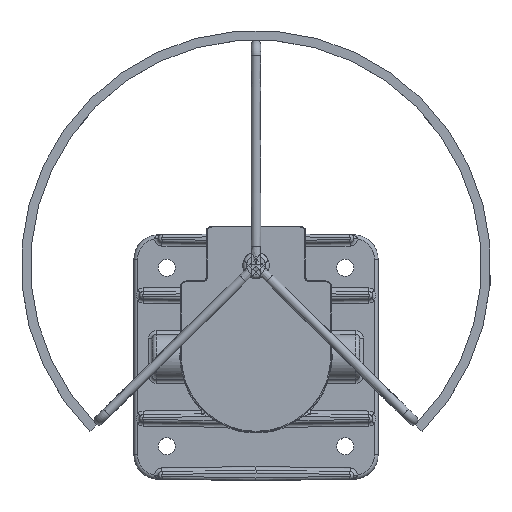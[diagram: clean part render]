
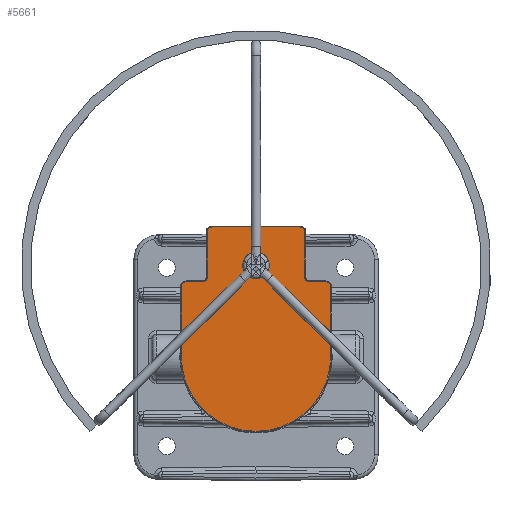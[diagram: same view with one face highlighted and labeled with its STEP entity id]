
A CAD part, top view. The second image highlights one B-rep face of the part: STEP entity #5661.
In plain terms, the highlighted planar face has unit normal (0, 0, 1).
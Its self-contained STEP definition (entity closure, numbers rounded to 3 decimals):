
#556=FACE_OUTER_BOUND('',#942,.T.);
#942=EDGE_LOOP('',(#3609,#3610,#3611,#3612,#3613,#3614,#3615,#3616,#3617,
#3618,#3619,#3620,#3621,#3622));
#1373=LINE('',#8746,#1625);
#1374=LINE('',#8750,#1626);
#1375=LINE('',#8754,#1627);
#1376=LINE('',#8758,#1628);
#1377=LINE('',#8762,#1629);
#1378=LINE('',#8766,#1630);
#1379=LINE('',#8769,#1631);
#1625=VECTOR('',#6915,10.);
#1626=VECTOR('',#6918,10.);
#1627=VECTOR('',#6921,10.);
#1628=VECTOR('',#6924,10.);
#1629=VECTOR('',#6927,10.);
#1630=VECTOR('',#6930,10.);
#1631=VECTOR('',#6933,10.);
#1877=CIRCLE('',#6120,2.5);
#1878=CIRCLE('',#6121,39.75);
#1879=CIRCLE('',#6122,2.5);
#1880=CIRCLE('',#6123,2.5);
#1881=CIRCLE('',#6124,2.5);
#1882=CIRCLE('',#6125,2.5);
#1883=CIRCLE('',#6126,2.5);
#2304=VERTEX_POINT('',#8742);
#2305=VERTEX_POINT('',#8743);
#2306=VERTEX_POINT('',#8745);
#2307=VERTEX_POINT('',#8747);
#2308=VERTEX_POINT('',#8749);
#2309=VERTEX_POINT('',#8751);
#2310=VERTEX_POINT('',#8753);
#2311=VERTEX_POINT('',#8755);
#2312=VERTEX_POINT('',#8757);
#2313=VERTEX_POINT('',#8759);
#2314=VERTEX_POINT('',#8761);
#2315=VERTEX_POINT('',#8763);
#2316=VERTEX_POINT('',#8765);
#2317=VERTEX_POINT('',#8767);
#2783=EDGE_CURVE('',#2304,#2305,#1877,.T.);
#2784=EDGE_CURVE('',#2306,#2304,#1373,.T.);
#2785=EDGE_CURVE('',#2307,#2306,#1878,.T.);
#2786=EDGE_CURVE('',#2308,#2307,#1374,.T.);
#2787=EDGE_CURVE('',#2309,#2308,#1879,.T.);
#2788=EDGE_CURVE('',#2310,#2309,#1375,.T.);
#2789=EDGE_CURVE('',#2311,#2310,#1880,.T.);
#2790=EDGE_CURVE('',#2312,#2311,#1376,.T.);
#2791=EDGE_CURVE('',#2313,#2312,#1881,.T.);
#2792=EDGE_CURVE('',#2314,#2313,#1377,.T.);
#2793=EDGE_CURVE('',#2315,#2314,#1882,.T.);
#2794=EDGE_CURVE('',#2316,#2315,#1378,.T.);
#2795=EDGE_CURVE('',#2317,#2316,#1883,.T.);
#2796=EDGE_CURVE('',#2305,#2317,#1379,.T.);
#3609=ORIENTED_EDGE('',*,*,#2783,.F.);
#3610=ORIENTED_EDGE('',*,*,#2784,.F.);
#3611=ORIENTED_EDGE('',*,*,#2785,.F.);
#3612=ORIENTED_EDGE('',*,*,#2786,.F.);
#3613=ORIENTED_EDGE('',*,*,#2787,.F.);
#3614=ORIENTED_EDGE('',*,*,#2788,.F.);
#3615=ORIENTED_EDGE('',*,*,#2789,.F.);
#3616=ORIENTED_EDGE('',*,*,#2790,.F.);
#3617=ORIENTED_EDGE('',*,*,#2791,.F.);
#3618=ORIENTED_EDGE('',*,*,#2792,.F.);
#3619=ORIENTED_EDGE('',*,*,#2793,.F.);
#3620=ORIENTED_EDGE('',*,*,#2794,.F.);
#3621=ORIENTED_EDGE('',*,*,#2795,.F.);
#3622=ORIENTED_EDGE('',*,*,#2796,.F.);
#5261=PLANE('',#6119);
#5661=ADVANCED_FACE('',(#556),#5261,.F.);
#6119=AXIS2_PLACEMENT_3D('',#8741,#6911,#6912);
#6120=AXIS2_PLACEMENT_3D('',#8744,#6913,#6914);
#6121=AXIS2_PLACEMENT_3D('',#8748,#6916,#6917);
#6122=AXIS2_PLACEMENT_3D('',#8752,#6919,#6920);
#6123=AXIS2_PLACEMENT_3D('',#8756,#6922,#6923);
#6124=AXIS2_PLACEMENT_3D('',#8760,#6925,#6926);
#6125=AXIS2_PLACEMENT_3D('',#8764,#6928,#6929);
#6126=AXIS2_PLACEMENT_3D('',#8768,#6931,#6932);
#6911=DIRECTION('center_axis',(0.,0.,-1.));
#6912=DIRECTION('ref_axis',(-1.,0.,0.));
#6913=DIRECTION('center_axis',(0.,0.,-1.));
#6914=DIRECTION('ref_axis',(-0.707,0.707,0.));
#6915=DIRECTION('',(0.,1.,0.));
#6916=DIRECTION('center_axis',(0.,0.,-1.));
#6917=DIRECTION('ref_axis',(0.,-1.,0.));
#6918=DIRECTION('',(0.,-1.,0.));
#6919=DIRECTION('center_axis',(0.,0.,-1.));
#6920=DIRECTION('ref_axis',(0.707,0.707,0.));
#6921=DIRECTION('',(1.,0.,0.));
#6922=DIRECTION('center_axis',(0.,0.,1.));
#6923=DIRECTION('ref_axis',(-0.707,-0.707,0.));
#6924=DIRECTION('',(0.,-1.,0.));
#6925=DIRECTION('center_axis',(0.,0.,-1.));
#6926=DIRECTION('ref_axis',(0.707,0.707,0.));
#6927=DIRECTION('',(1.,0.,0.));
#6928=DIRECTION('center_axis',(0.,0.,-1.));
#6929=DIRECTION('ref_axis',(-0.707,0.707,0.));
#6930=DIRECTION('',(0.,1.,0.));
#6931=DIRECTION('center_axis',(0.,0.,1.));
#6932=DIRECTION('ref_axis',(0.707,-0.707,0.));
#6933=DIRECTION('',(1.,0.,0.));
#8741=CARTESIAN_POINT('Origin',(0.,42.285,95.003));
#8742=CARTESIAN_POINT('',(-39.75,31.035,95.003));
#8743=CARTESIAN_POINT('',(-37.25,33.535,95.003));
#8744=CARTESIAN_POINT('Origin',(-37.25,31.035,95.003));
#8745=CARTESIAN_POINT('',(-39.75,-6.215,95.003));
#8746=CARTESIAN_POINT('',(-39.75,4.211,95.003));
#8747=CARTESIAN_POINT('',(39.75,-6.215,95.003));
#8748=CARTESIAN_POINT('Origin',(0.,-6.215,95.003));
#8749=CARTESIAN_POINT('',(39.75,31.035,95.003));
#8750=CARTESIAN_POINT('',(39.75,4.211,95.003));
#8751=CARTESIAN_POINT('',(37.25,33.535,95.003));
#8752=CARTESIAN_POINT('Origin',(37.25,31.035,95.003));
#8753=CARTESIAN_POINT('',(28.5,33.535,95.003));
#8754=CARTESIAN_POINT('',(7.268,33.535,95.003));
#8755=CARTESIAN_POINT('',(26.,36.035,95.003));
#8756=CARTESIAN_POINT('Origin',(28.5,36.035,95.003));
#8757=CARTESIAN_POINT('',(26.,60.285,95.003));
#8758=CARTESIAN_POINT('',(26.,24.336,95.003));
#8759=CARTESIAN_POINT('',(23.5,62.785,95.003));
#8760=CARTESIAN_POINT('Origin',(23.5,60.285,95.003));
#8761=CARTESIAN_POINT('',(-23.5,62.785,95.003));
#8762=CARTESIAN_POINT('',(-26.107,62.785,95.003));
#8763=CARTESIAN_POINT('',(-26.,60.285,95.003));
#8764=CARTESIAN_POINT('Origin',(-23.5,60.285,95.003));
#8765=CARTESIAN_POINT('',(-26.,36.035,95.003));
#8766=CARTESIAN_POINT('',(-26.,24.336,95.003));
#8767=CARTESIAN_POINT('',(-28.5,33.535,95.003));
#8768=CARTESIAN_POINT('Origin',(-28.5,36.035,95.003));
#8769=CARTESIAN_POINT('',(-32.982,33.535,95.003));
